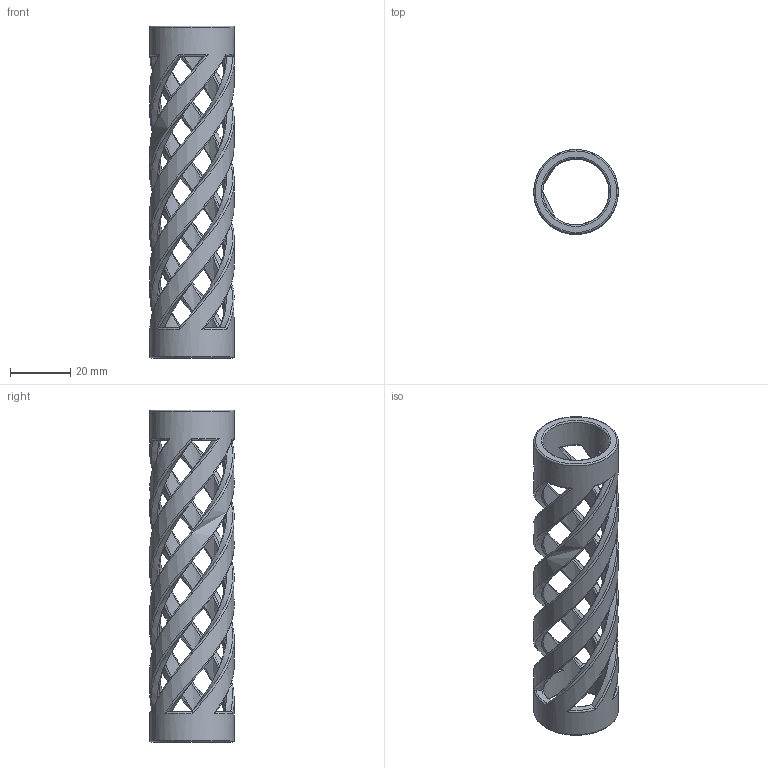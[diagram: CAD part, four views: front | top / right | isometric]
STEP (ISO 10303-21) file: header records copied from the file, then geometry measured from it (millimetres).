
FILE_DESCRIPTION(('STEP AP242'), '1');
FILE_NAME('itemTubeBraid_V3', '', ('UNSPECIFIED'), ('UNSPECIFIED'), 'C3D Converter', 'C3D Toolkit', '');
FILE_SCHEMA(('AP242_MANAGED_MODEL_BASED_3D_ENGINEERING_MIM_LF { 1 0 10303 442 1 1 4 }'));
Length unit declared in the file: millimetre
Bounding box: 28 x 28 x 110 mm (x, y, z)
Volume: 15166.9 mm3; surface area: 13762.2 mm2
Topology: 1 solids, 1 shells, 84 faces, 257 edges, 166 vertices
Faces by surface type: bspline 46, torus 24, plane 12, cylinder 2
Full cylindrical faces by diameter (mm): 22 x1, 28 x1
Entity records: 17795 total; most frequent: CARTESIAN_POINT 15890, ORIENTED_EDGE 480, EDGE_CURVE 240, DIRECTION 234, VERTEX_POINT 164, B_SPLINE_CURVE_WITH_KNOTS 153, AXIS2_PLACEMENT_3D 107, EDGE_LOOP 102
